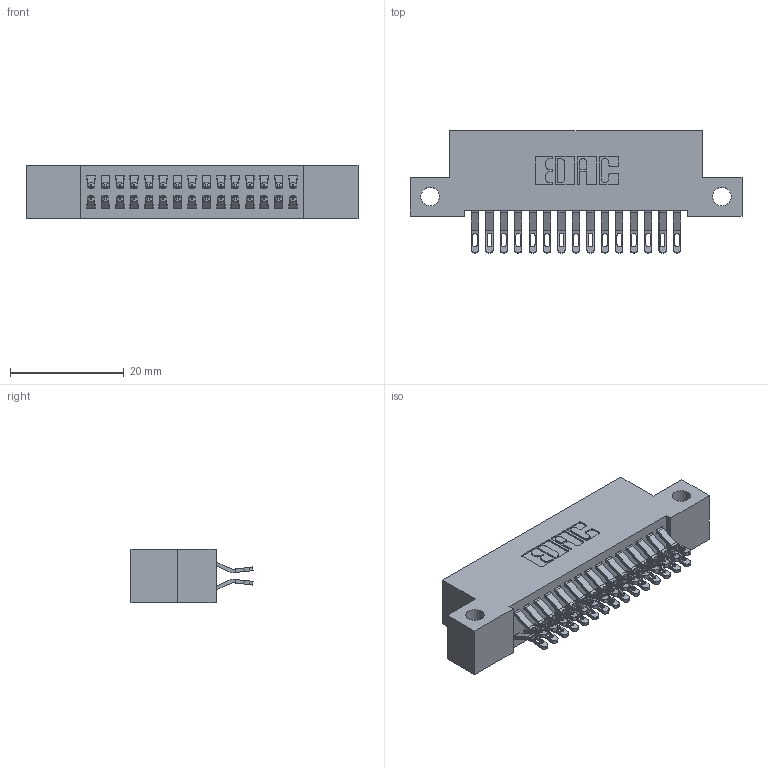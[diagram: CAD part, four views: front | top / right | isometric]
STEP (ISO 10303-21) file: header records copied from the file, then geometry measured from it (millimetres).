
FILE_DESCRIPTION (( 'STEP AP203' ), '1' );
FILE_NAME ('342-030-555-212.STEP', '2019-10-02T04:59:32', ( '' ), ( '' ), 'SwSTEP 2.0', 'SolidWorks 2016', '' );
FILE_SCHEMA (( 'CONFIG_CONTROL_DESIGN' ));
Length unit declared in the file: inch
Products named in the file (3): 342 Part_Side Mount; 345-292-001_555 Tail; 342-030-555-212
Assembly tree (31 placements, depth 2):
  342-030-555-212
    342 Part_Side Mount
    345-292-001_555 Tail  x30
Bounding box: 58.42 x 21.47 x 9.4 mm (x, y, z)
Volume: 5130.7 mm3; surface area: 7816.7 mm2
Topology: 31 solids, 31 shells, 1850 faces, 5789 edges, 3858 vertices
Faces by surface type: plane 1086, cylinder 764
Entity records: 13339 total; most frequent: CARTESIAN_POINT 2276, ORIENTED_EDGE 2182, DIRECTION 1963, EDGE_CURVE 1091, VECTOR 943, LINE 943, VERTEX_POINT 726, AXIS2_PLACEMENT_3D 510
